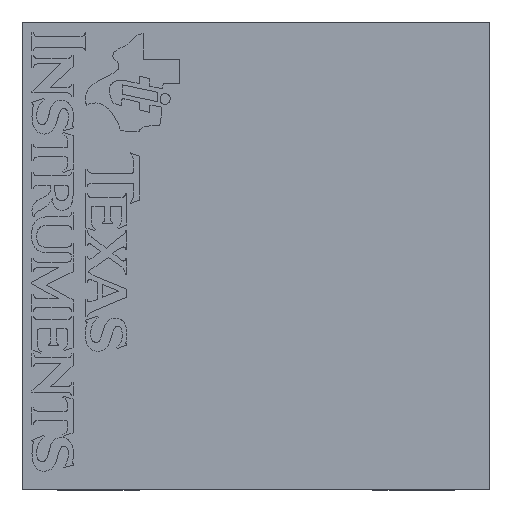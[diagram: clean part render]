
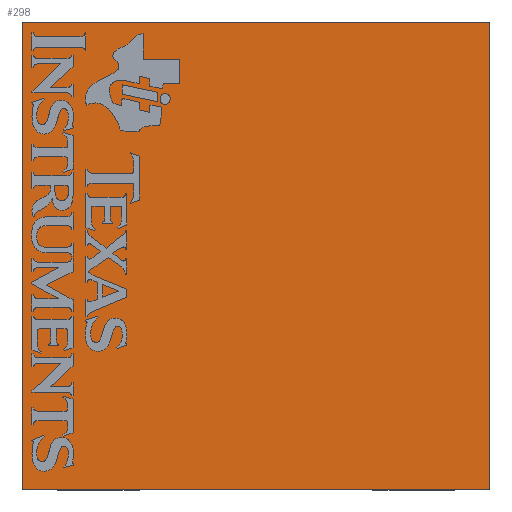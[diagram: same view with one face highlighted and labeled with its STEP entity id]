
A CAD part, top view. The second image highlights one B-rep face of the part: STEP entity #298.
In plain terms, the highlighted planar face has unit normal (0, 0, 1).
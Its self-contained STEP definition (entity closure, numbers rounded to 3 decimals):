
#42 = VERTEX_POINT('',#43);
#43 = CARTESIAN_POINT('',(-1.,-1.,1.));
#186 = VERTEX_POINT('',#187);
#187 = CARTESIAN_POINT('',(-1.,1.,1.));
#193 = EDGE_CURVE('',#42,#186,#194,.T.);
#194 = LINE('',#195,#196);
#195 = CARTESIAN_POINT('',(-1.,-1.,1.));
#196 = VECTOR('',#197,1.);
#197 = DIRECTION('',(0.,1.,0.));
#210 = VERTEX_POINT('',#211);
#211 = CARTESIAN_POINT('',(1.,-1.,1.));
#288 = EDGE_CURVE('',#42,#210,#289,.T.);
#289 = LINE('',#290,#291);
#290 = CARTESIAN_POINT('',(-1.,-1.,1.));
#291 = VECTOR('',#292,1.);
#292 = DIRECTION('',(1.,0.,0.));
#298 = ADVANCED_FACE('',(#299),#317,.T.);
#299 = FACE_BOUND('',#300,.T.);
#300 = EDGE_LOOP('',(#301,#302,#303,#311));
#301 = ORIENTED_EDGE('',*,*,#193,.F.);
#302 = ORIENTED_EDGE('',*,*,#288,.T.);
#303 = ORIENTED_EDGE('',*,*,#304,.T.);
#304 = EDGE_CURVE('',#210,#305,#307,.T.);
#305 = VERTEX_POINT('',#306);
#306 = CARTESIAN_POINT('',(1.,1.,1.));
#307 = LINE('',#308,#309);
#308 = CARTESIAN_POINT('',(1.,-1.,1.));
#309 = VECTOR('',#310,1.);
#310 = DIRECTION('',(0.,1.,0.));
#311 = ORIENTED_EDGE('',*,*,#312,.F.);
#312 = EDGE_CURVE('',#186,#305,#313,.T.);
#313 = LINE('',#314,#315);
#314 = CARTESIAN_POINT('',(-1.,1.,1.));
#315 = VECTOR('',#316,1.);
#316 = DIRECTION('',(1.,0.,0.));
#317 = PLANE('',#318);
#318 = AXIS2_PLACEMENT_3D('',#319,#320,#321);
#319 = CARTESIAN_POINT('',(-1.,-1.,1.));
#320 = DIRECTION('',(0.,0.,1.));
#321 = DIRECTION('',(1.,0.,0.));
